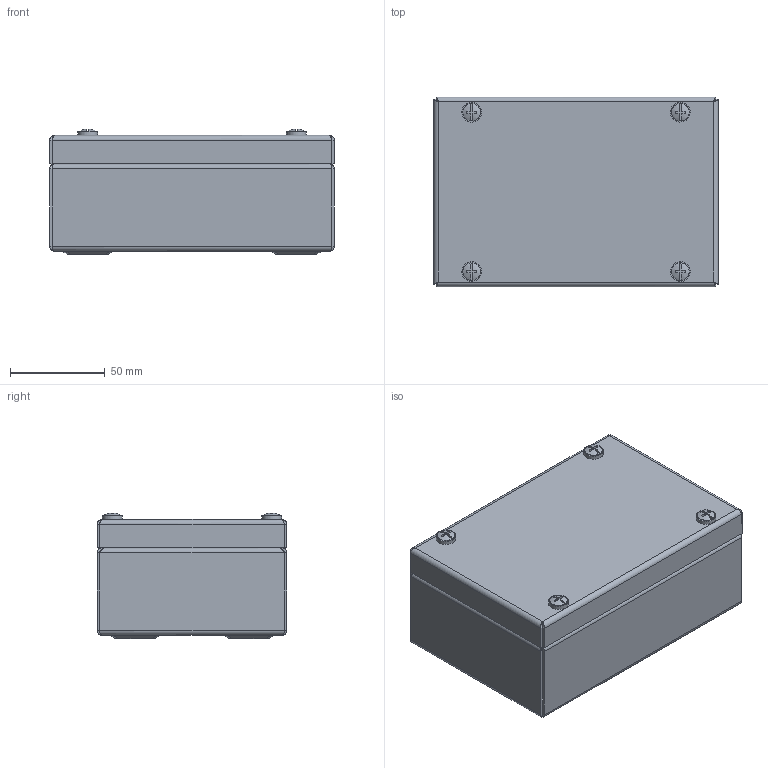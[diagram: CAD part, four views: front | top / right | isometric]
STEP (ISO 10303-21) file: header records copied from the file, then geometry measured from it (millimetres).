
FILE_DESCRIPTION (( 'STEP AP214' ), '1' );
FILE_NAME ('37151096.STEP', '2018-08-22T05:51:48', ( 'Macha' ), ( 'Hewlett-Packard Company' ), 'SwSTEP 2.0', 'SolidWorks 2018', '' );
FILE_SCHEMA (( 'AUTOMOTIVE_DESIGN' ));
Length unit declared in the file: millimetre
Products named in the file (13): 93379; 93216; 41070; 82410_37151006; 42025; 56054; 86003_Bl.1,25; 42107; 42114; 37151096; 92081; 56090; 94084
Assembly tree (22 placements, depth 3):
  37151096
    56054
      42114
      42107  x2
      86003_Bl.1,25  x4
    56090
      42025
      82410_37151006
      41070  x4
      93216  x4
      93379
    92081  x2
  94084
Bounding box: 150 x 100 x 66.36 mm (x, y, z)
Volume: 132813.1 mm3; surface area: 167278.6 mm2
Topology: 20 solids, 20 shells, 757 faces, 1640 edges, 962 vertices
Faces by surface type: plane 387, cylinder 210, bspline 80, cone 44, sphere 24, torus 12
Full cylindrical faces by diameter (mm): 3.3 x2, 4.2 x4, 4.7 x2, 5 x6, 5.9 x4, 6 x1, 7 x12, 8 x10, 9 x4, 10 x4, 10.4 x4, 12 x1
Entity records: 15466 total; most frequent: CARTESIAN_POINT 4939, ORIENTED_EDGE 2006, DIRECTION 1948, EDGE_CURVE 1003, AXIS2_PLACEMENT_3D 680, VERTEX_POINT 591, VECTOR 588, LINE 588
